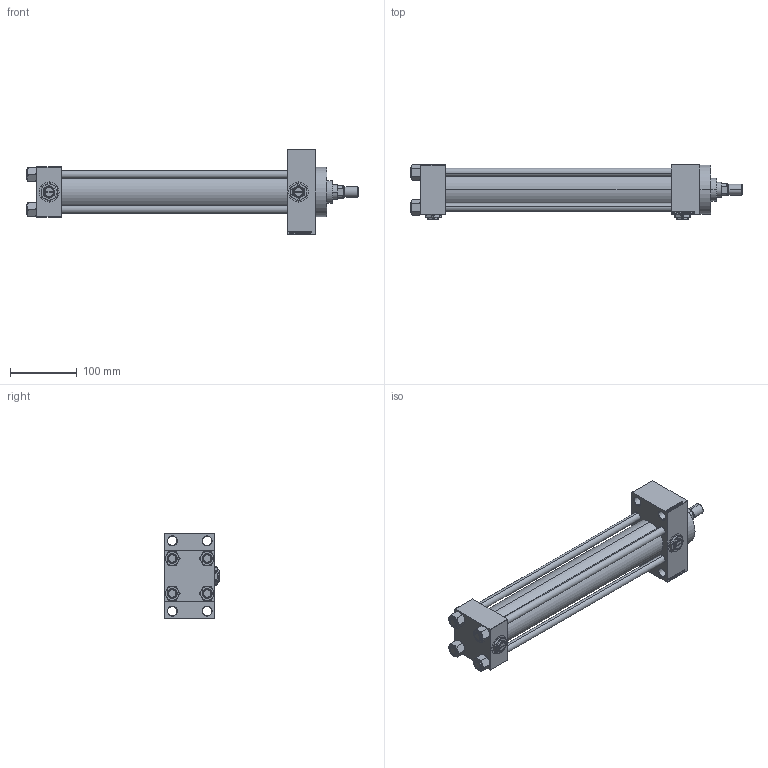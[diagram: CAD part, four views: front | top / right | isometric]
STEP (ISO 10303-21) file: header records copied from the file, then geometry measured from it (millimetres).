
FILE_DESCRIPTION (( 'STEP AP203' ), '1' );
FILE_NAME ('8e32.STEP', '2022-04-16T04:15:17', ( '' ), ( '' ), 'SwSTEP 2.0', 'SolidWorks 2019', '' );
FILE_SCHEMA (( 'CONFIG_CONTROL_DESIGN' ));
Length unit declared in the file: millimetre
Products named in the file (8): Zatka_pro_OIL_PORT 6786445cca133728bd541dd61711adb6; V215CR_VCP_D 6786445cca133728bd541dd61711adb6; V215CR_D_Body 6786445cca133728bd541dd61711adb6; ROD_END_AH 6786445cca133728bd541dd61711adb6; 8e32; V215CR_D_TYCINKA 6786445cca133728bd541dd61711adb6; NUT_M5_D 6786445cca133728bd541dd61711adb6; V215_VC_A 6786445cca133728bd541dd61711adb6
Assembly tree (14 placements, depth 2):
  8e32
    V215CR_D_Body 6786445cca133728bd541dd61711adb6
    V215CR_VCP_D 6786445cca133728bd541dd61711adb6
    NUT_M5_D 6786445cca133728bd541dd61711adb6  x4
    V215CR_D_TYCINKA 6786445cca133728bd541dd61711adb6  x4
    V215_VC_A 6786445cca133728bd541dd61711adb6
    ROD_END_AH 6786445cca133728bd541dd61711adb6
    Zatka_pro_OIL_PORT 6786445cca133728bd541dd61711adb6  x2
Bounding box: 497 x 82.27 x 128 mm (x, y, z)
Volume: 1179216.3 mm3; surface area: 325476.7 mm2
Topology: 14 solids, 14 shells, 1227 faces, 3026 edges, 1947 vertices
Faces by surface type: plane 551, bspline 368, cone 190, cylinder 108, torus 10
Entity records: 49960 total; most frequent: CARTESIAN_POINT 25804, ORIENTED_EDGE 5352, DIRECTION 3568, EDGE_CURVE 2676, VERTEX_POINT 1745, VECTOR 1566, LINE 1566, EDGE_LOOP 1207
